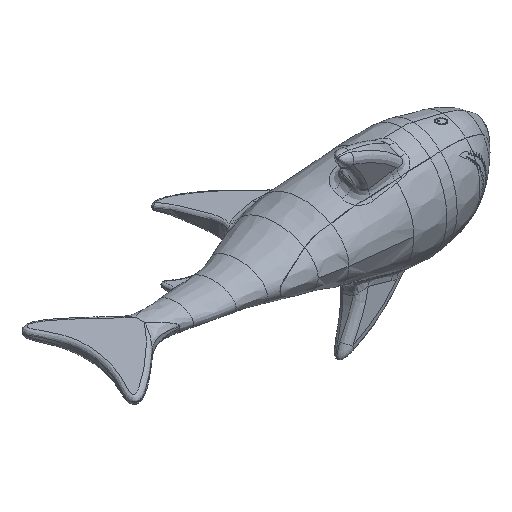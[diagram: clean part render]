
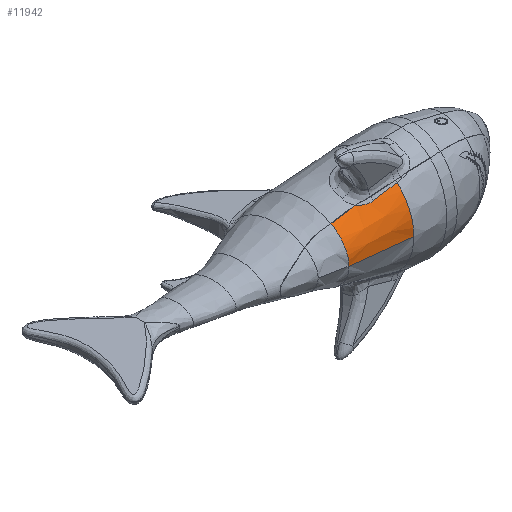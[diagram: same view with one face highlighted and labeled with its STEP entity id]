
A CAD part, isometric view. The second image highlights one B-rep face of the part: STEP entity #11942.
In plain terms, the highlighted free-form (B-spline) face has degree [3, 3] with [6, 4] control points.
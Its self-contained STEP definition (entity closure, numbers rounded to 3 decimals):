
#305=ELLIPSE('',#12423,6.286,4.786);
#309=ELLIPSE('',#12427,6.902,6.424);
#1110=LINE('',#23571,#1883);
#1883=VECTOR('',#13673,7.985);
#2451=FACE_OUTER_BOUND('',#3136,.T.);
#3136=EDGE_LOOP('',(#9966,#9967,#9968,#9969,#9970,#9971));
#3927=B_SPLINE_CURVE_WITH_KNOTS('',3,(#23060,#23061,#23062,#23063,#23064,
#23065,#23066,#23067,#23068,#23069,#23070,#23071,#23072,#23073,#23074,#23075),
 .UNSPECIFIED.,.F.,.F.,(4,3,3,3,3,4),(-32.316,-23.246,
-15.639,-12.873,-6.49,0.),
 .UNSPECIFIED.);
#3937=B_SPLINE_CURVE_WITH_KNOTS('',3,(#23342,#23343,#23344,#23345,#23346,
#23347,#23348),.UNSPECIFIED.,.F.,.F.,(4,3,4),(-2.376,-0.83,
0.),.UNSPECIFIED.);
#3938=B_SPLINE_CURVE_WITH_KNOTS('',3,(#23369,#23370,#23371,#23372,#23373,
#23374,#23375,#23376,#23377,#23378,#23379,#23380,#23381,#23382,#23383,#23384,
#23385,#23386,#23387,#23388,#23389,#23390,#23391,#23392,#23393),
 .UNSPECIFIED.,.F.,.F.,(4,3,3,3,3,3,3,3,4),(-1.593,-1.328,
-1.04,-0.757,-0.683,-0.452,
-0.238,-0.042,0.),.UNSPECIFIED.);
#5155=VERTEX_POINT('',#23018);
#5156=VERTEX_POINT('',#23059);
#5163=VERTEX_POINT('',#23318);
#5164=VERTEX_POINT('',#23340);
#5166=VERTEX_POINT('',#23428);
#5168=VERTEX_POINT('',#23570);
#6801=EDGE_CURVE('',#5156,#5155,#3927,.T.);
#6814=EDGE_CURVE('',#5164,#5163,#3937,.T.);
#6815=EDGE_CURVE('',#5156,#5164,#3938,.T.);
#6818=EDGE_CURVE('',#5166,#5155,#305,.T.);
#6823=EDGE_CURVE('',#5168,#5166,#1110,.T.);
#6824=EDGE_CURVE('',#5163,#5168,#309,.T.);
#9966=ORIENTED_EDGE('',*,*,#6801,.T.);
#9967=ORIENTED_EDGE('',*,*,#6818,.F.);
#9968=ORIENTED_EDGE('',*,*,#6823,.F.);
#9969=ORIENTED_EDGE('',*,*,#6824,.F.);
#9970=ORIENTED_EDGE('',*,*,#6814,.F.);
#9971=ORIENTED_EDGE('',*,*,#6815,.F.);
#11327=B_SPLINE_SURFACE_WITH_KNOTS('',3,3,((#23546,#23547,#23548,#23549),
(#23550,#23551,#23552,#23553),(#23554,#23555,#23556,#23557),(#23558,#23559,
#23560,#23561),(#23562,#23563,#23564,#23565),(#23566,#23567,#23568,#23569)),
 .UNSPECIFIED.,.F.,.F.,.F.,(4,1,1,4),(4,4),(0.85,0.914,
0.957,1.),(0.,1.),.UNSPECIFIED.);
#11942=ADVANCED_FACE('',(#2451),#11327,.F.);
#12423=AXIS2_PLACEMENT_3D('',#23433,#13665,#13666);
#12427=AXIS2_PLACEMENT_3D('',#23572,#13674,#13675);
#13665=DIRECTION('center_axis',(0.,0.,
1.));
#13666=DIRECTION('ref_axis',(0.,1.,0.));
#13673=DIRECTION('',(0.,0.117,0.993));
#13674=DIRECTION('center_axis',(0.,0.,
-1.));
#13675=DIRECTION('ref_axis',(1.,0.,0.));
#23018=CARTESIAN_POINT('',(-71.53,-23.794,84.471));
#23059=CARTESIAN_POINT('',(-70.782,-24.014,81.337));
#23060=CARTESIAN_POINT('Ctrl Pts',(-70.782,-24.014,
81.337));
#23061=CARTESIAN_POINT('Ctrl Pts',(-70.845,-23.982,
81.63));
#23062=CARTESIAN_POINT('Ctrl Pts',(-70.91,-23.951,
81.924));
#23063=CARTESIAN_POINT('Ctrl Pts',(-70.977,-23.924,
82.218));
#23064=CARTESIAN_POINT('Ctrl Pts',(-71.032,-23.901,
82.464));
#23065=CARTESIAN_POINT('Ctrl Pts',(-71.089,-23.88,82.71));
#23066=CARTESIAN_POINT('Ctrl Pts',(-71.148,-23.862,
82.957));
#23067=CARTESIAN_POINT('Ctrl Pts',(-71.169,-23.856,
83.046));
#23068=CARTESIAN_POINT('Ctrl Pts',(-71.191,-23.849,
83.136));
#23069=CARTESIAN_POINT('Ctrl Pts',(-71.212,-23.844,
83.225));
#23070=CARTESIAN_POINT('Ctrl Pts',(-71.262,-23.831,83.431));
#23071=CARTESIAN_POINT('Ctrl Pts',(-71.314,-23.82,
83.637));
#23072=CARTESIAN_POINT('Ctrl Pts',(-71.366,-23.811,83.844));
#23073=CARTESIAN_POINT('Ctrl Pts',(-71.419,-23.803,
84.053));
#23074=CARTESIAN_POINT('Ctrl Pts',(-71.474,-23.797,
84.262));
#23075=CARTESIAN_POINT('Ctrl Pts',(-71.53,-23.794,
84.471));
#23318=CARTESIAN_POINT('',(-70.051,-24.906,76.541));
#23340=CARTESIAN_POINT('',(-70.787,-24.72,79.542));
#23342=CARTESIAN_POINT('Ctrl Pts',(-70.787,-24.72,
79.542));
#23343=CARTESIAN_POINT('Ctrl Pts',(-70.629,-24.759,
78.891));
#23344=CARTESIAN_POINT('Ctrl Pts',(-70.47,-24.799,
78.24));
#23345=CARTESIAN_POINT('Ctrl Pts',(-70.31,-24.84,
77.589));
#23346=CARTESIAN_POINT('Ctrl Pts',(-70.224,-24.862,
77.24));
#23347=CARTESIAN_POINT('Ctrl Pts',(-70.138,-24.884,
76.89));
#23348=CARTESIAN_POINT('Ctrl Pts',(-70.051,-24.906,76.541));
#23369=CARTESIAN_POINT('Ctrl Pts',(-70.782,-24.014,
81.337));
#23370=CARTESIAN_POINT('Ctrl Pts',(-70.803,-24.081,
81.262));
#23371=CARTESIAN_POINT('Ctrl Pts',(-70.822,-24.143,
81.181));
#23372=CARTESIAN_POINT('Ctrl Pts',(-70.838,-24.202,
81.095));
#23373=CARTESIAN_POINT('Ctrl Pts',(-70.855,-24.265,
81.002));
#23374=CARTESIAN_POINT('Ctrl Pts',(-70.869,-24.324,
80.903));
#23375=CARTESIAN_POINT('Ctrl Pts',(-70.879,-24.377,
80.799));
#23376=CARTESIAN_POINT('Ctrl Pts',(-70.889,-24.43,
80.697));
#23377=CARTESIAN_POINT('Ctrl Pts',(-70.894,-24.477,
80.59));
#23378=CARTESIAN_POINT('Ctrl Pts',(-70.895,-24.519,
80.479));
#23379=CARTESIAN_POINT('Ctrl Pts',(-70.895,-24.529,80.45));
#23380=CARTESIAN_POINT('Ctrl Pts',(-70.895,-24.54,80.421));
#23381=CARTESIAN_POINT('Ctrl Pts',(-70.895,-24.55,80.392));
#23382=CARTESIAN_POINT('Ctrl Pts',(-70.893,-24.581,
80.3));
#23383=CARTESIAN_POINT('Ctrl Pts',(-70.888,-24.609,
80.206));
#23384=CARTESIAN_POINT('Ctrl Pts',(-70.88,-24.632,
80.111));
#23385=CARTESIAN_POINT('Ctrl Pts',(-70.872,-24.654,
80.023));
#23386=CARTESIAN_POINT('Ctrl Pts',(-70.861,-24.672,
79.933));
#23387=CARTESIAN_POINT('Ctrl Pts',(-70.847,-24.687,
79.843));
#23388=CARTESIAN_POINT('Ctrl Pts',(-70.834,-24.7,79.761));
#23389=CARTESIAN_POINT('Ctrl Pts',(-70.818,-24.71,
79.678));
#23390=CARTESIAN_POINT('Ctrl Pts',(-70.799,-24.716,
79.595));
#23391=CARTESIAN_POINT('Ctrl Pts',(-70.795,-24.718,
79.577));
#23392=CARTESIAN_POINT('Ctrl Pts',(-70.791,-24.719,79.56));
#23393=CARTESIAN_POINT('Ctrl Pts',(-70.787,-24.72,
79.542));
#23428=CARTESIAN_POINT('',(-75.333,-26.264,84.471));
#23433=CARTESIAN_POINT('Origin',(-75.333,-19.978,84.471));
#23546=CARTESIAN_POINT('Ctrl Pts',(-69.746,-24.543,
76.541));
#23547=CARTESIAN_POINT('Ctrl Pts',(-70.317,-24.251,
79.184));
#23548=CARTESIAN_POINT('Ctrl Pts',(-70.888,-23.96,
81.828));
#23549=CARTESIAN_POINT('Ctrl Pts',(-71.459,-23.668,84.471));
#23550=CARTESIAN_POINT('Ctrl Pts',(-70.292,-25.244,
76.541));
#23551=CARTESIAN_POINT('Ctrl Pts',(-70.807,-24.947,
79.184));
#23552=CARTESIAN_POINT('Ctrl Pts',(-71.322,-24.651,
81.828));
#23553=CARTESIAN_POINT('Ctrl Pts',(-71.838,-24.354,
84.471));
#23554=CARTESIAN_POINT('Ctrl Pts',(-71.459,-26.238,
76.541));
#23555=CARTESIAN_POINT('Ctrl Pts',(-71.855,-25.934,
79.184));
#23556=CARTESIAN_POINT('Ctrl Pts',(-72.251,-25.63,
81.828));
#23557=CARTESIAN_POINT('Ctrl Pts',(-72.647,-25.326,
84.471));
#23558=CARTESIAN_POINT('Ctrl Pts',(-73.474,-27.039,
76.541));
#23559=CARTESIAN_POINT('Ctrl Pts',(-73.664,-26.729,
79.184));
#23560=CARTESIAN_POINT('Ctrl Pts',(-73.854,-26.42,
81.828));
#23561=CARTESIAN_POINT('Ctrl Pts',(-74.044,-26.11,
84.471));
#23562=CARTESIAN_POINT('Ctrl Pts',(-74.713,-27.196,
76.541));
#23563=CARTESIAN_POINT('Ctrl Pts',(-74.777,-26.885,
79.184));
#23564=CARTESIAN_POINT('Ctrl Pts',(-74.84,-26.575,
81.828));
#23565=CARTESIAN_POINT('Ctrl Pts',(-74.903,-26.264,
84.471));
#23566=CARTESIAN_POINT('Ctrl Pts',(-75.334,-27.196,
76.541));
#23567=CARTESIAN_POINT('Ctrl Pts',(-75.334,-26.885,
79.184));
#23568=CARTESIAN_POINT('Ctrl Pts',(-75.333,-26.575,
81.828));
#23569=CARTESIAN_POINT('Ctrl Pts',(-75.333,-26.264,
84.471));
#23570=CARTESIAN_POINT('',(-75.333,-27.196,76.541));
#23571=CARTESIAN_POINT('',(-75.333,-27.196,76.541));
#23572=CARTESIAN_POINT('Origin',(-75.333,-20.772,76.541));
